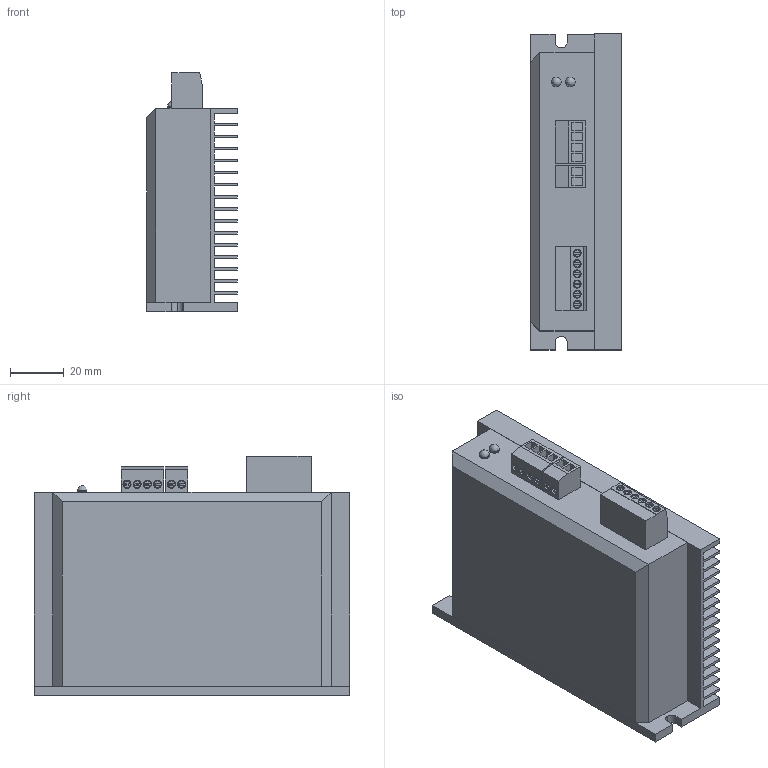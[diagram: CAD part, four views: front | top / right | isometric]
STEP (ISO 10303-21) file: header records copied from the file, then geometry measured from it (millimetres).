
FILE_DESCRIPTION(('FreeCAD Model'),'2;1');
FILE_NAME('Open CASCADE Shape Model','2022-01-04T21:41:34',( 'kicad StepUp'),('ksu MCAD'),'Open CASCADE STEP processor 7.5', 'FreeCAD','Unknown');
FILE_SCHEMA(('AUTOMOTIVE_DESIGN { 1 0 10303 214 1 1 1 1 }'));
Length unit declared in the file: millimetre
Products named in the file (1): User Library-Lead Shine DM556
Bounding box: 34 x 118 x 89.5 mm (x, y, z)
Volume: 227832.8 mm3; surface area: 86396.4 mm2
Topology: 13 solids, 19 shells, 316 faces, 798 edges, 524 vertices
Faces by surface type: plane 257, cylinder 55, bspline 4
Full cylindrical faces by diameter (mm): 2.5 x6
Entity records: 11550 total; most frequent: CARTESIAN_POINT 1641, DIRECTION 1546, ORIENTED_EDGE 1516, EDGE_CURVE 758, LINE 596, VECTOR 596, VERTEX_POINT 506, AXIS2_PLACEMENT_3D 475
